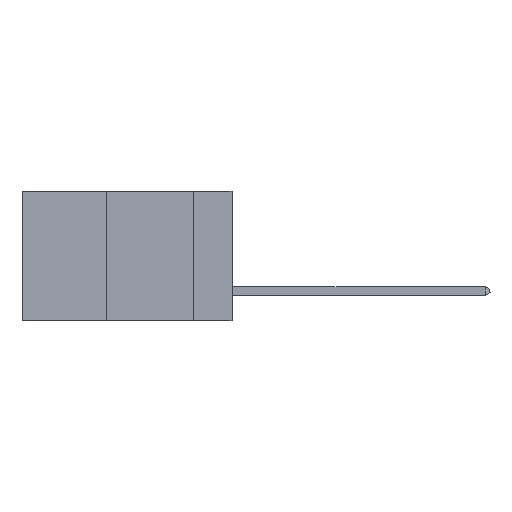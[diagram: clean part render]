
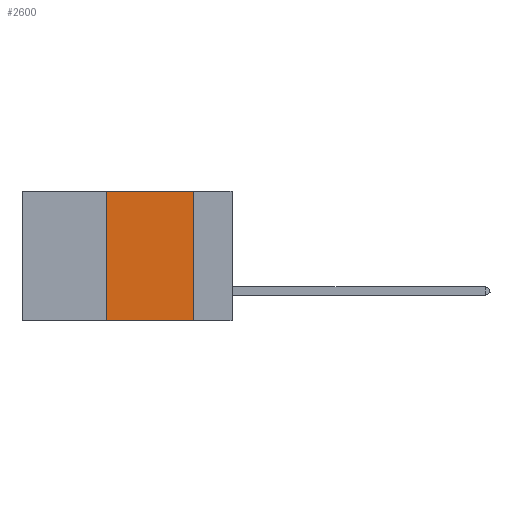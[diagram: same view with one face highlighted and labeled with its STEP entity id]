
A CAD part, left-side view. The second image highlights one B-rep face of the part: STEP entity #2600.
In plain terms, the highlighted planar face has unit normal (-1, 0, 0).
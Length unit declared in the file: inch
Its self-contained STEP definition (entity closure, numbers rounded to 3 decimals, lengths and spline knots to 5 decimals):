
#136 = DIRECTION ( 'NONE',  ( 0., 0., 1. ) ) ;
#195 = EDGE_CURVE ( 'NONE', #865, #7745, #4677, .T. ) ;
#226 = LINE ( 'NONE', #7607, #9463 ) ;
#427 = DIRECTION ( 'NONE',  ( 0., -1., 0. ) ) ;
#865 = VERTEX_POINT ( 'NONE', #11644 ) ;
#934 = EDGE_LOOP ( 'NONE', ( #5834, #3463, #1796, #6901 ) ) ;
#1092 = VERTEX_POINT ( 'NONE', #8522 ) ;
#1556 = PLANE ( 'NONE',  #5349 ) ;
#1796 = ORIENTED_EDGE ( 'NONE', *, *, #10521, .F. ) ;
#2600 = ADVANCED_FACE ( 'NONE', ( #10618 ), #1556, .F. ) ;
#2794 = DIRECTION ( 'NONE',  ( 0., 0., -1. ) ) ;
#3463 = ORIENTED_EDGE ( 'NONE', *, *, #8315, .F. ) ;
#4109 = CARTESIAN_POINT ( 'NONE',  ( 0., 0.11, -0.37 ) ) ;
#4235 = VECTOR ( 'NONE', #136, 39.37008 ) ;
#4413 = DIRECTION ( 'NONE',  ( 1., 0., 0. ) ) ;
#4677 = LINE ( 'NONE', #9612, #5381 ) ;
#4996 = EDGE_CURVE ( 'NONE', #9875, #7745, #6942, .T. ) ;
#5349 = AXIS2_PLACEMENT_3D ( 'NONE', #11624, #4413, #7878 ) ;
#5381 = VECTOR ( 'NONE', #427, 39.37008 ) ;
#5834 = ORIENTED_EDGE ( 'NONE', *, *, #4996, .F. ) ;
#6504 = VECTOR ( 'NONE', #2794, 39.37008 ) ;
#6901 = ORIENTED_EDGE ( 'NONE', *, *, #195, .T. ) ;
#6942 = LINE ( 'NONE', #9932, #6504 ) ;
#7045 = LINE ( 'NONE', #11036, #4235 ) ;
#7607 = CARTESIAN_POINT ( 'NONE',  ( 0., 0.6, 0. ) ) ;
#7745 = VERTEX_POINT ( 'NONE', #4109 ) ;
#7878 = DIRECTION ( 'NONE',  ( 0., 0., -1. ) ) ;
#8315 = EDGE_CURVE ( 'NONE', #1092, #9875, #226, .T. ) ;
#8522 = CARTESIAN_POINT ( 'NONE',  ( 0., 0.36, 0. ) ) ;
#9463 = VECTOR ( 'NONE', #10828, 39.37008 ) ;
#9612 = CARTESIAN_POINT ( 'NONE',  ( 0., 0.6, -0.37 ) ) ;
#9875 = VERTEX_POINT ( 'NONE', #11550 ) ;
#9932 = CARTESIAN_POINT ( 'NONE',  ( 0., 0.11, 0. ) ) ;
#10521 = EDGE_CURVE ( 'NONE', #865, #1092, #7045, .T. ) ;
#10618 = FACE_OUTER_BOUND ( 'NONE', #934, .T. ) ;
#10828 = DIRECTION ( 'NONE',  ( 0., -1., 0. ) ) ;
#11036 = CARTESIAN_POINT ( 'NONE',  ( 0., 0.36, 0. ) ) ;
#11550 = CARTESIAN_POINT ( 'NONE',  ( 0., 0.11, 0. ) ) ;
#11624 = CARTESIAN_POINT ( 'NONE',  ( 0., 0.6, 0. ) ) ;
#11644 = CARTESIAN_POINT ( 'NONE',  ( 0., 0.36, -0.37 ) ) ;
